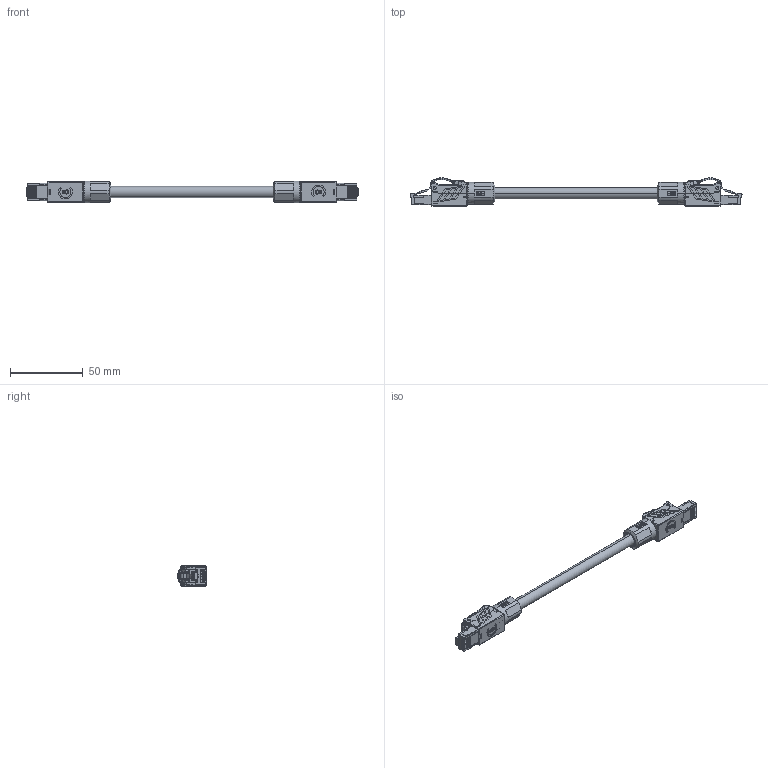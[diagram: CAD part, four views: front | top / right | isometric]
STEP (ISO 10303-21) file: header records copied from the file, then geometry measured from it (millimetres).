
FILE_DESCRIPTION (( 'STEP AP214' ), '1' );
FILE_NAME ('TRD524DSHF-TEL_3D.STEP', '2022-01-04T14:13:15', ( '' ), ( '' ), 'SwSTEP 2.0', 'SolidWorks 2021', '' );
FILE_SCHEMA (( 'AUTOMOTIVE_DESIGN' ));
Length unit declared in the file: inch
Products named in the file (3): TRD524DSHF-TEL_3D; TSPFTC8S; 1AL03-103_LENGTH=130MM
Assembly tree (3 placements, depth 2):
  TRD524DSHF-TEL_3D
    1AL03-103_LENGTH=130MM
    TSPFTC8S  x2
Bounding box: 228 x 19.52 x 15 mm (x, y, z)
Volume: 17570.3 mm3; surface area: 26897.7 mm2
Topology: 3 solids, 7 shells, 5452 faces, 16666 edges, 10792 vertices
Faces by surface type: plane 3490, cylinder 1550, bspline 242, cone 88, torus 70, sphere 12
Entity records: 125623 total; most frequent: CARTESIAN_POINT 52376, ORIENTED_EDGE 16660, DIRECTION 13889, EDGE_CURVE 8330, LINE 5889, VECTOR 5889, VERTEX_POINT 5398, AXIS2_PLACEMENT_3D 4000
